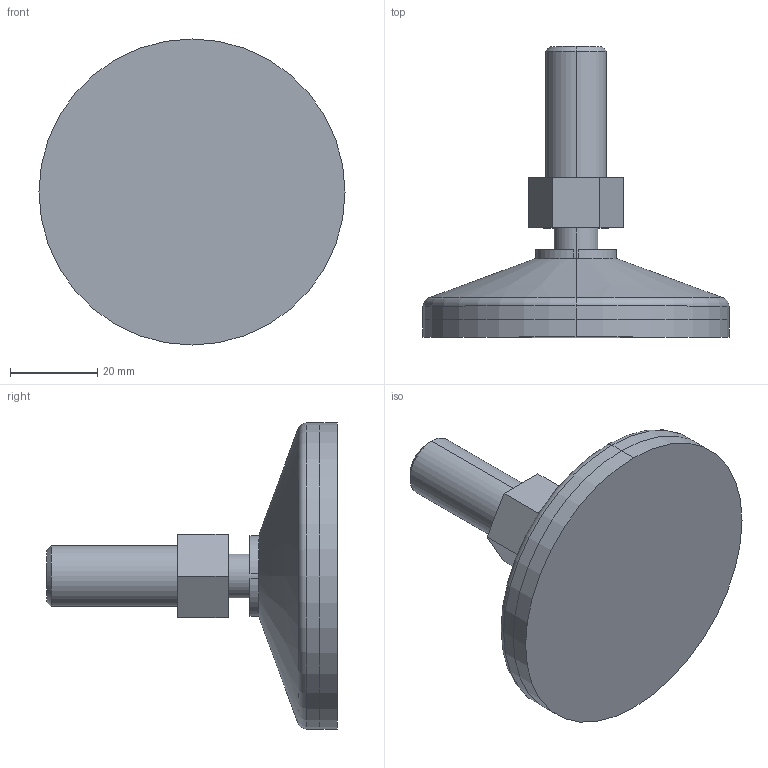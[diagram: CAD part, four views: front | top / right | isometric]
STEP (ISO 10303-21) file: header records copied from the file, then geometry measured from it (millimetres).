
FILE_DESCRIPTION (( 'STEP AP203' ), '1' );
FILE_NAME ('KC-162-1.STEP', '2009-10-09T07:02:37', ( ' ' ), ( ' ' ), 'SwSTEP 2.0', 'SolidWorks 2007', '' );
FILE_SCHEMA (( 'CONFIG_CONTROL_DESIGN' ));
Length unit declared in the file: millimetre
Products named in the file (4): KC-162-1; KC-162台座B__KC-162-1; KC-162僔儍僼僩__KC-162-1; KC-162台座A__KC-162-1
Assembly tree (3 placements, depth 2):
  KC-162-1
    KC-162台座B__KC-162-1
    KC-162台座A__KC-162-1
    KC-162僔儍僼僩__KC-162-1
Bounding box: 70 x 66.5 x 70 mm (x, y, z)
Volume: 57843.3 mm3; surface area: 21625.6 mm2
Topology: 3 solids, 3 shells, 48 faces, 112 edges, 72 vertices
Faces by surface type: plane 26, cylinder 16, cone 4, torus 2
Entity records: 1796 total; most frequent: DIRECTION 266, CARTESIAN_POINT 238, ORIENTED_EDGE 224, EDGE_CURVE 112, AXIS2_PLACEMENT_3D 100, VERTEX_POINT 72, LINE 66, VECTOR 66
